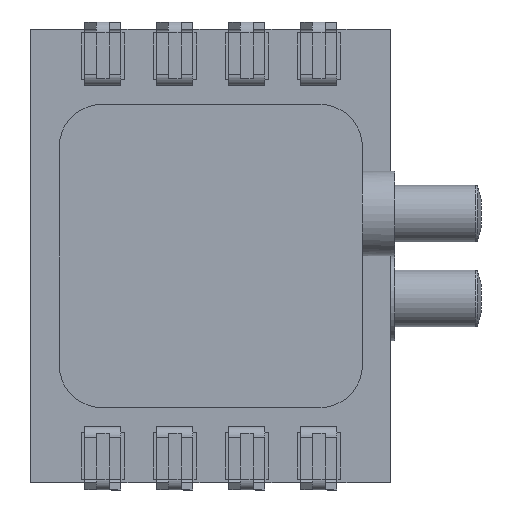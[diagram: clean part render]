
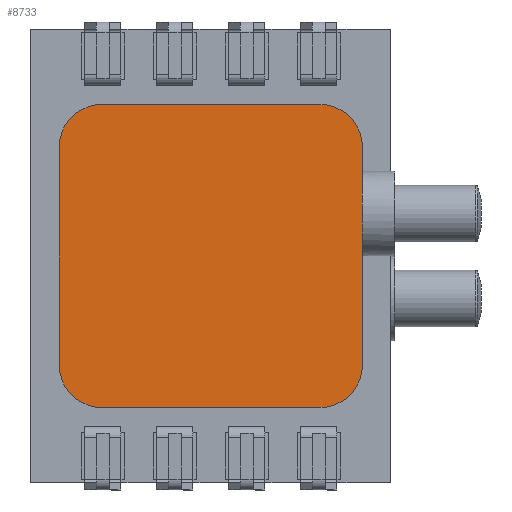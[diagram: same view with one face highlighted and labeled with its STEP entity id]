
A CAD part, front view. The second image highlights one B-rep face of the part: STEP entity #8733.
In plain terms, the highlighted planar face has unit normal (0, -1, 0).
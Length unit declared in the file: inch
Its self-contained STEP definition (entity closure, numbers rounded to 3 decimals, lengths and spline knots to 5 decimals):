
#118 = EDGE_LOOP ( 'NONE', ( #9361, #9330, #9296, #9327, #9318, #9379, #9348, #9353, #9349, #9354 ) ) ;
#2288 = FACE_OUTER_BOUND ( 'NONE', #118, .T. ) ;
#3355 = CARTESIAN_POINT ( 'NONE',  ( -0.1515, -0.13578, 0.1515 ) ) ;
#3368 = CARTESIAN_POINT ( 'NONE',  ( 0.2105, -0.13578, -0.1515 ) ) ;
#3369 = DIRECTION ( 'NONE',  ( 0., 0., -1. ) ) ;
#3373 = CARTESIAN_POINT ( 'NONE',  ( -0.1515, -0.13578, -0.1515 ) ) ;
#3377 = DIRECTION ( 'NONE',  ( 0., 1., 0. ) ) ;
#3378 = DIRECTION ( 'NONE',  ( 0., 0., 1. ) ) ;
#3386 = DIRECTION ( 'NONE',  ( -1., 0., 0. ) ) ;
#3400 = DIRECTION ( 'NONE',  ( 0., 0., 1. ) ) ;
#3404 = DIRECTION ( 'NONE',  ( 0., 1., 0. ) ) ;
#3405 = CARTESIAN_POINT ( 'NONE',  ( -0.1515, -0.13578, -0.2105 ) ) ;
#3410 = DIRECTION ( 'NONE',  ( 0., 0., 1. ) ) ;
#3427 = CARTESIAN_POINT ( 'NONE',  ( -0.2105, -0.13578, -0.1515 ) ) ;
#3461 = DIRECTION ( 'NONE',  ( 0., 0., 1. ) ) ;
#3467 = CARTESIAN_POINT ( 'NONE',  ( 0.1515, -0.13578, 0.1515 ) ) ;
#3480 = CARTESIAN_POINT ( 'NONE',  ( -0.1515, -0.13578, 0.2105 ) ) ;
#3493 = DIRECTION ( 'NONE',  ( 0., 1., 0. ) ) ;
#3500 = CARTESIAN_POINT ( 'NONE',  ( 0.1515, -0.13578, -0.1515 ) ) ;
#3508 = DIRECTION ( 'NONE',  ( 1., 0., 0. ) ) ;
#3522 = DIRECTION ( 'NONE',  ( 0., 1., 0. ) ) ;
#3528 = DIRECTION ( 'NONE',  ( 0., 0., -1. ) ) ;
#3631 = CARTESIAN_POINT ( 'NONE',  ( 0.2105, -0.13578, -0.1515 ) ) ;
#3633 = DIRECTION ( 'NONE',  ( 0., 0., -1. ) ) ;
#3639 = CARTESIAN_POINT ( 'NONE',  ( 0.2105, -0.13578, -0.1515 ) ) ;
#3649 = DIRECTION ( 'NONE',  ( 0., 0., -1. ) ) ;
#4542 = CIRCLE ( 'NONE', #15226, 0.059 ) ;
#4551 = VECTOR ( 'NONE', #3386, 39.37008 ) ;
#4564 = CIRCLE ( 'NONE', #15289, 0.059 ) ;
#4566 = LINE ( 'NONE', #3368, #4568 ) ;
#4568 = VECTOR ( 'NONE', #3369, 39.37008 ) ;
#4570 = LINE ( 'NONE', #3405, #4551 ) ;
#4600 = LINE ( 'NONE', #3427, #4613 ) ;
#4613 = VECTOR ( 'NONE', #3410, 39.37008 ) ;
#4628 = CIRCLE ( 'NONE', #15288, 0.059 ) ;
#4635 = LINE ( 'NONE', #3480, #4671 ) ;
#4657 = CIRCLE ( 'NONE', #15227, 0.059 ) ;
#4671 = VECTOR ( 'NONE', #3508, 39.37008 ) ;
#6572 = LINE ( 'NONE', #3639, #6594 ) ;
#6594 = VECTOR ( 'NONE', #3649, 39.37008 ) ;
#6625 = LINE ( 'NONE', #3631, #6628 ) ;
#6628 = VECTOR ( 'NONE', #3633, 39.37008 ) ;
#8733 = ADVANCED_FACE ( 'NONE', ( #2288 ), #10373, .T. ) ;
#9296 = ORIENTED_EDGE ( 'NONE', *, *, #14382, .F. ) ;
#9318 = ORIENTED_EDGE ( 'NONE', *, *, #14436, .F. ) ;
#9327 = ORIENTED_EDGE ( 'NONE', *, *, #14376, .F. ) ;
#9330 = ORIENTED_EDGE ( 'NONE', *, *, #14400, .F. ) ;
#9348 = ORIENTED_EDGE ( 'NONE', *, *, #14380, .F. ) ;
#9349 = ORIENTED_EDGE ( 'NONE', *, *, #14409, .F. ) ;
#9353 = ORIENTED_EDGE ( 'NONE', *, *, #14165, .F. ) ;
#9354 = ORIENTED_EDGE ( 'NONE', *, *, #14426, .F. ) ;
#9361 = ORIENTED_EDGE ( 'NONE', *, *, #14371, .F. ) ;
#9379 = ORIENTED_EDGE ( 'NONE', *, *, #14169, .F. ) ;
#9943 = CARTESIAN_POINT ( 'NONE',  ( -0.2105, -0.13578, -0.1515 ) ) ;
#10338 = DIRECTION ( 'NONE',  ( 0., 0., 1. ) ) ;
#10343 = CARTESIAN_POINT ( 'NONE',  ( 0.1515, -0.13578, -0.2105 ) ) ;
#10348 = CARTESIAN_POINT ( 'NONE',  ( -0.1515, -0.13578, 0.1515 ) ) ;
#10367 = DIRECTION ( 'NONE',  ( 0., -1., 0. ) ) ;
#10373 = PLANE ( 'NONE',  #14940 ) ;
#10825 = VERTEX_POINT ( 'NONE', #9943 ) ;
#10842 = VERTEX_POINT ( 'NONE', #10343 ) ;
#10852 = VERTEX_POINT ( 'NONE', #15386 ) ;
#10855 = VERTEX_POINT ( 'NONE', #15396 ) ;
#10864 = VERTEX_POINT ( 'NONE', #15389 ) ;
#10869 = VERTEX_POINT ( 'NONE', #15392 ) ;
#10875 = VERTEX_POINT ( 'NONE', #15385 ) ;
#10878 = VERTEX_POINT ( 'NONE', #15398 ) ;
#10902 = VERTEX_POINT ( 'NONE', #15432 ) ;
#10904 = VERTEX_POINT ( 'NONE', #15417 ) ;
#14165 = EDGE_CURVE ( 'NONE', #10878, #10852, #6625, .T. ) ;
#14169 = EDGE_CURVE ( 'NONE', #10904, #10902, #6572, .T. ) ;
#14371 = EDGE_CURVE ( 'NONE', #10869, #10864, #4564, .T. ) ;
#14376 = EDGE_CURVE ( 'NONE', #10842, #10855, #4570, .T. ) ;
#14380 = EDGE_CURVE ( 'NONE', #10852, #10904, #4566, .T. ) ;
#14382 = EDGE_CURVE ( 'NONE', #10855, #10825, #4542, .T. ) ;
#14400 = EDGE_CURVE ( 'NONE', #10825, #10869, #4600, .T. ) ;
#14409 = EDGE_CURVE ( 'NONE', #10875, #10878, #4628, .T. ) ;
#14426 = EDGE_CURVE ( 'NONE', #10864, #10875, #4635, .T. ) ;
#14436 = EDGE_CURVE ( 'NONE', #10902, #10842, #4657, .T. ) ;
#14940 = AXIS2_PLACEMENT_3D ( 'NONE', #10348, #10367, #10338 ) ;
#15226 = AXIS2_PLACEMENT_3D ( 'NONE', #3373, #3404, #3378 ) ;
#15227 = AXIS2_PLACEMENT_3D ( 'NONE', #3500, #3522, #3528 ) ;
#15288 = AXIS2_PLACEMENT_3D ( 'NONE', #3467, #3493, #3461 ) ;
#15289 = AXIS2_PLACEMENT_3D ( 'NONE', #3355, #3377, #3400 ) ;
#15385 = CARTESIAN_POINT ( 'NONE',  ( 0.1515, -0.13578, 0.2105 ) ) ;
#15386 = CARTESIAN_POINT ( 'NONE',  ( 0.2105, -0.13578, 0.09595 ) ) ;
#15389 = CARTESIAN_POINT ( 'NONE',  ( -0.1515, -0.13578, 0.2105 ) ) ;
#15392 = CARTESIAN_POINT ( 'NONE',  ( -0.2105, -0.13578, 0.1515 ) ) ;
#15396 = CARTESIAN_POINT ( 'NONE',  ( -0.1515, -0.13578, -0.2105 ) ) ;
#15398 = CARTESIAN_POINT ( 'NONE',  ( 0.2105, -0.13578, 0.1515 ) ) ;
#15417 = CARTESIAN_POINT ( 'NONE',  ( 0.2105, -0.13578, 0.02205 ) ) ;
#15432 = CARTESIAN_POINT ( 'NONE',  ( 0.2105, -0.13578, -0.1515 ) ) ;
